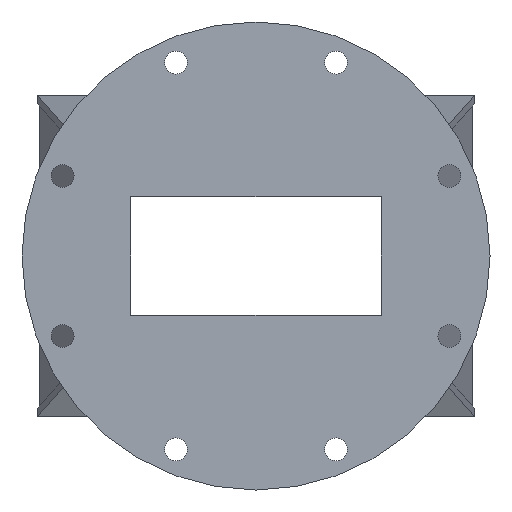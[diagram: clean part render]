
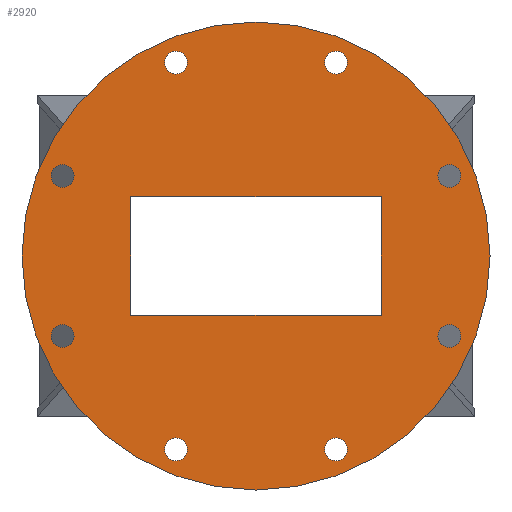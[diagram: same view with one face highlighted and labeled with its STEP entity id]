
A CAD part, front view. The second image highlights one B-rep face of the part: STEP entity #2920.
In plain terms, the highlighted planar face has unit normal (0, -1, 0).
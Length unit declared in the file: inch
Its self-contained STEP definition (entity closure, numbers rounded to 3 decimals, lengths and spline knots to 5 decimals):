
#4 = CIRCLE ( 'NONE', #1888, 2.65625 ) ;
#11 = DIRECTION ( 'NONE',  ( 0., 1., 0. ) ) ;
#41 = DIRECTION ( 'NONE',  ( 0., 0., 1. ) ) ;
#72 = VECTOR ( 'NONE', #452, 39.37008 ) ;
#97 = EDGE_CURVE ( 'NONE', #2962, #2962, #990, .T. ) ;
#209 = CARTESIAN_POINT ( 'NONE',  ( 0., 0., -0.67 ) ) ;
#227 = AXIS2_PLACEMENT_3D ( 'NONE', #2755, #11, #518 ) ;
#247 = EDGE_LOOP ( 'NONE', ( #2357 ) ) ;
#269 = DIRECTION ( 'NONE',  ( 0., 1., 0. ) ) ;
#279 = CARTESIAN_POINT ( 'NONE',  ( 0.90887, 0., 2.32371 ) ) ;
#343 = CARTESIAN_POINT ( 'NONE',  ( -0.90887, 0., 2.19421 ) ) ;
#376 = LINE ( 'NONE', #2899, #966 ) ;
#382 = DIRECTION ( 'NONE',  ( 0., 1., 0. ) ) ;
#452 = DIRECTION ( 'NONE',  ( 1., 0., 0. ) ) ;
#454 = CARTESIAN_POINT ( 'NONE',  ( 0.90887, 0., -2.06471 ) ) ;
#455 = EDGE_CURVE ( 'NONE', #1991, #1991, #4, .T. ) ;
#511 = DIRECTION ( 'NONE',  ( 0., 1., 0. ) ) ;
#516 = CARTESIAN_POINT ( 'NONE',  ( -0.90887, 0., 2.32371 ) ) ;
#518 = DIRECTION ( 'NONE',  ( 0., 0., 1. ) ) ;
#548 = CIRCLE ( 'NONE', #3125, 0.1295 ) ;
#560 = AXIS2_PLACEMENT_3D ( 'NONE', #1785, #1441, #950 ) ;
#563 = DIRECTION ( 'NONE',  ( 0., 0., 1. ) ) ;
#574 = EDGE_CURVE ( 'NONE', #742, #742, #3234, .T. ) ;
#590 = ORIENTED_EDGE ( 'NONE', *, *, #574, .T. ) ;
#601 = DIRECTION ( 'NONE',  ( 0., 0., 1. ) ) ;
#619 = DIRECTION ( 'NONE',  ( 0., 0., 1. ) ) ;
#635 = ORIENTED_EDGE ( 'NONE', *, *, #2066, .F. ) ;
#636 = EDGE_CURVE ( 'NONE', #2881, #2881, #2683, .T. ) ;
#663 = LINE ( 'NONE', #2024, #3244 ) ;
#684 = EDGE_CURVE ( 'NONE', #2647, #2647, #548, .T. ) ;
#699 = EDGE_LOOP ( 'NONE', ( #1349 ) ) ;
#739 = CARTESIAN_POINT ( 'NONE',  ( -0.90887, 0., -2.06471 ) ) ;
#742 = VERTEX_POINT ( 'NONE', #454 ) ;
#753 = CARTESIAN_POINT ( 'NONE',  ( 2.19421, 0., 1.03837 ) ) ;
#758 = CARTESIAN_POINT ( 'NONE',  ( -2.19421, 0., -0.90887 ) ) ;
#776 = CARTESIAN_POINT ( 'NONE',  ( -2.19421, 0., -0.77937 ) ) ;
#836 = CARTESIAN_POINT ( 'NONE',  ( 2.19421, 0., 0.90887 ) ) ;
#845 = CARTESIAN_POINT ( 'NONE',  ( 0., 0., 0.67 ) ) ;
#886 = FACE_BOUND ( 'NONE', #1883, .T. ) ;
#898 = ORIENTED_EDGE ( 'NONE', *, *, #636, .T. ) ;
#940 = ORIENTED_EDGE ( 'NONE', *, *, #684, .T. ) ;
#950 = DIRECTION ( 'NONE',  ( 0., 0., 1. ) ) ;
#966 = VECTOR ( 'NONE', #2628, 39.37008 ) ;
#985 = EDGE_CURVE ( 'NONE', #1179, #1179, #1390, .T. ) ;
#990 = CIRCLE ( 'NONE', #2791, 0.1295 ) ;
#1026 = CARTESIAN_POINT ( 'NONE',  ( 2.19421, 0., -0.77937 ) ) ;
#1029 = EDGE_LOOP ( 'NONE', ( #2713 ) ) ;
#1135 = DIRECTION ( 'NONE',  ( 0., 0., 1. ) ) ;
#1179 = VERTEX_POINT ( 'NONE', #776 ) ;
#1256 = CARTESIAN_POINT ( 'NONE',  ( -2.19421, 0., 0.90887 ) ) ;
#1262 = VERTEX_POINT ( 'NONE', #1786 ) ;
#1345 = CARTESIAN_POINT ( 'NONE',  ( 2.19421, 0., -0.90887 ) ) ;
#1349 = ORIENTED_EDGE ( 'NONE', *, *, #2794, .T. ) ;
#1350 = FACE_BOUND ( 'NONE', #3083, .T. ) ;
#1390 = CIRCLE ( 'NONE', #3152, 0.1295 ) ;
#1393 = CARTESIAN_POINT ( 'NONE',  ( 0.90887, 0., 2.19421 ) ) ;
#1416 = DIRECTION ( 'NONE',  ( 0., 1., 0. ) ) ;
#1435 = FACE_BOUND ( 'NONE', #1648, .T. ) ;
#1441 = DIRECTION ( 'NONE',  ( 0., 1., 0. ) ) ;
#1499 = VERTEX_POINT ( 'NONE', #2964 ) ;
#1503 = FACE_BOUND ( 'NONE', #2303, .T. ) ;
#1505 = EDGE_CURVE ( 'NONE', #1262, #1262, #2910, .T. ) ;
#1512 = CIRCLE ( 'NONE', #2895, 0.1295 ) ;
#1530 = CARTESIAN_POINT ( 'NONE',  ( -1.42, 0., -0.67 ) ) ;
#1588 = DIRECTION ( 'NONE',  ( 0., 0., 1. ) ) ;
#1646 = CARTESIAN_POINT ( 'NONE',  ( -0.90887, 0., -2.19421 ) ) ;
#1648 = EDGE_LOOP ( 'NONE', ( #898 ) ) ;
#1654 = FACE_BOUND ( 'NONE', #2345, .T. ) ;
#1702 = EDGE_CURVE ( 'NONE', #1499, #3211, #2947, .T. ) ;
#1744 = PLANE ( 'NONE',  #560 ) ;
#1759 = VERTEX_POINT ( 'NONE', #516 ) ;
#1767 = EDGE_CURVE ( 'NONE', #2846, #2846, #1512, .T. ) ;
#1784 = LINE ( 'NONE', #209, #72 ) ;
#1785 = CARTESIAN_POINT ( 'NONE',  ( 0., 0., 0. ) ) ;
#1786 = CARTESIAN_POINT ( 'NONE',  ( -2.19421, 0., 1.03837 ) ) ;
#1836 = EDGE_CURVE ( 'NONE', #3211, #2193, #376, .T. ) ;
#1854 = FACE_BOUND ( 'NONE', #699, .T. ) ;
#1883 = EDGE_LOOP ( 'NONE', ( #590 ) ) ;
#1888 = AXIS2_PLACEMENT_3D ( 'NONE', #2945, #2435, #2466 ) ;
#1943 = ORIENTED_EDGE ( 'NONE', *, *, #1702, .F. ) ;
#1956 = CARTESIAN_POINT ( 'NONE',  ( 1.42, 0., -0.67 ) ) ;
#1987 = DIRECTION ( 'NONE',  ( 0., 0., 1. ) ) ;
#1991 = VERTEX_POINT ( 'NONE', #2449 ) ;
#2024 = CARTESIAN_POINT ( 'NONE',  ( 1.42, 0., 0. ) ) ;
#2046 = AXIS2_PLACEMENT_3D ( 'NONE', #343, #2084, #601 ) ;
#2066 = EDGE_CURVE ( 'NONE', #2193, #2930, #1784, .T. ) ;
#2084 = DIRECTION ( 'NONE',  ( 0., 1., 0. ) ) ;
#2124 = VECTOR ( 'NONE', #2333, 39.37008 ) ;
#2193 = VERTEX_POINT ( 'NONE', #1530 ) ;
#2196 = EDGE_CURVE ( 'NONE', #2930, #1499, #663, .T. ) ;
#2197 = EDGE_LOOP ( 'NONE', ( #1943, #2517, #635, #2264 ) ) ;
#2217 = DIRECTION ( 'NONE',  ( 0., 0., 1. ) ) ;
#2264 = ORIENTED_EDGE ( 'NONE', *, *, #1836, .F. ) ;
#2274 = FACE_BOUND ( 'NONE', #2197, .T. ) ;
#2302 = ORIENTED_EDGE ( 'NONE', *, *, #97, .T. ) ;
#2303 = EDGE_LOOP ( 'NONE', ( #2460 ) ) ;
#2333 = DIRECTION ( 'NONE',  ( -1., 0., 0. ) ) ;
#2345 = EDGE_LOOP ( 'NONE', ( #940 ) ) ;
#2355 = DIRECTION ( 'NONE',  ( 0., 1., 0. ) ) ;
#2357 = ORIENTED_EDGE ( 'NONE', *, *, #1767, .T. ) ;
#2402 = CIRCLE ( 'NONE', #2046, 0.1295 ) ;
#2435 = DIRECTION ( 'NONE',  ( 0., 1., 0. ) ) ;
#2449 = CARTESIAN_POINT ( 'NONE',  ( 0., 0., 2.65625 ) ) ;
#2460 = ORIENTED_EDGE ( 'NONE', *, *, #985, .T. ) ;
#2466 = DIRECTION ( 'NONE',  ( 0., 0., 1. ) ) ;
#2517 = ORIENTED_EDGE ( 'NONE', *, *, #2196, .F. ) ;
#2602 = AXIS2_PLACEMENT_3D ( 'NONE', #1256, #269, #2217 ) ;
#2621 = AXIS2_PLACEMENT_3D ( 'NONE', #1345, #3087, #1588 ) ;
#2628 = DIRECTION ( 'NONE',  ( 0., 0., -1. ) ) ;
#2641 = CARTESIAN_POINT ( 'NONE',  ( -1.42, 0., 0.67 ) ) ;
#2647 = VERTEX_POINT ( 'NONE', #279 ) ;
#2683 = CIRCLE ( 'NONE', #2621, 0.1295 ) ;
#2713 = ORIENTED_EDGE ( 'NONE', *, *, #455, .F. ) ;
#2755 = CARTESIAN_POINT ( 'NONE',  ( 0.90887, 0., -2.19421 ) ) ;
#2791 = AXIS2_PLACEMENT_3D ( 'NONE', #1646, #1416, #1987 ) ;
#2794 = EDGE_CURVE ( 'NONE', #1759, #1759, #2402, .T. ) ;
#2846 = VERTEX_POINT ( 'NONE', #753 ) ;
#2881 = VERTEX_POINT ( 'NONE', #1026 ) ;
#2895 = AXIS2_PLACEMENT_3D ( 'NONE', #836, #2355, #1135 ) ;
#2896 = FACE_BOUND ( 'NONE', #247, .T. ) ;
#2899 = CARTESIAN_POINT ( 'NONE',  ( -1.42, 0., 0. ) ) ;
#2910 = CIRCLE ( 'NONE', #2602, 0.1295 ) ;
#2920 = ADVANCED_FACE ( 'NONE', ( #1503, #1350, #1854, #1654, #2896, #1435, #886, #2944, #2274, #3238 ), #1744, .F. ) ;
#2930 = VERTEX_POINT ( 'NONE', #1956 ) ;
#2944 = FACE_BOUND ( 'NONE', #2973, .T. ) ;
#2945 = CARTESIAN_POINT ( 'NONE',  ( 0., 0., 0. ) ) ;
#2947 = LINE ( 'NONE', #845, #2124 ) ;
#2962 = VERTEX_POINT ( 'NONE', #739 ) ;
#2964 = CARTESIAN_POINT ( 'NONE',  ( 1.42, 0., 0.67 ) ) ;
#2973 = EDGE_LOOP ( 'NONE', ( #2302 ) ) ;
#3083 = EDGE_LOOP ( 'NONE', ( #3156 ) ) ;
#3087 = DIRECTION ( 'NONE',  ( 0., 1., 0. ) ) ;
#3125 = AXIS2_PLACEMENT_3D ( 'NONE', #1393, #382, #619 ) ;
#3152 = AXIS2_PLACEMENT_3D ( 'NONE', #758, #511, #563 ) ;
#3156 = ORIENTED_EDGE ( 'NONE', *, *, #1505, .T. ) ;
#3211 = VERTEX_POINT ( 'NONE', #2641 ) ;
#3234 = CIRCLE ( 'NONE', #227, 0.1295 ) ;
#3238 = FACE_OUTER_BOUND ( 'NONE', #1029, .T. ) ;
#3244 = VECTOR ( 'NONE', #41, 39.37008 ) ;
